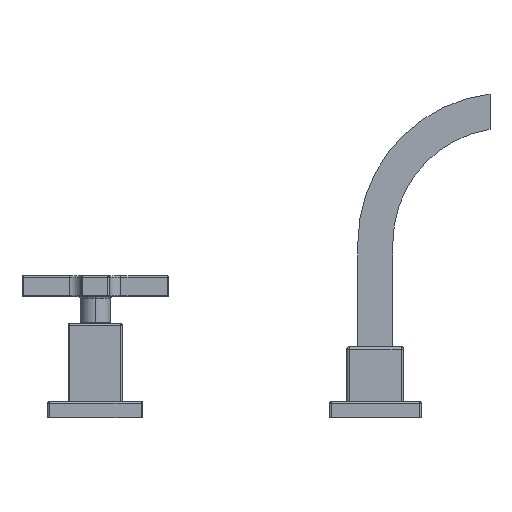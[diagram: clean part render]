
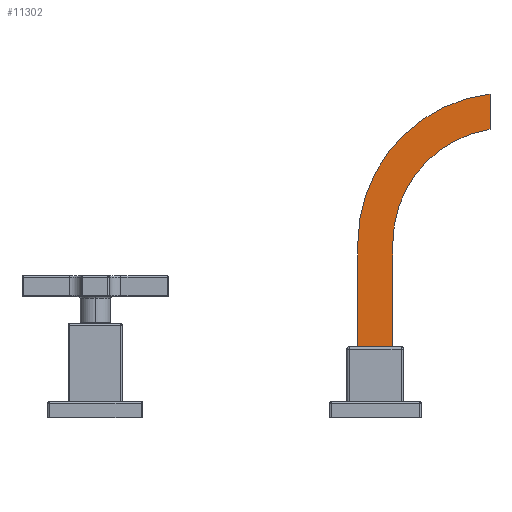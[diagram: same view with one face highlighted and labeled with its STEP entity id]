
A CAD part, left-side view. The second image highlights one B-rep face of the part: STEP entity #11302.
In plain terms, the highlighted planar face has unit normal (-1, 0, 0).
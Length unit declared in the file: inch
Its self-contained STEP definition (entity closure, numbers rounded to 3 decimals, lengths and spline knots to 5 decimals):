
#9913=DIRECTION('',(0.,1.,0.));
#9914=VECTOR('',#9913,0.75);
#9915=CARTESIAN_POINT('',(-0.75,-0.375,1.53));
#9916=LINE('',#9915,#9914);
#10098=DIRECTION('',(0.,0.,1.));
#10099=VECTOR('',#10098,2.22003);
#10100=CARTESIAN_POINT('',(-0.75,-0.375,1.53));
#10101=LINE('',#10100,#10099);
#10105=DIRECTION('',(0.,0.,1.));
#10106=VECTOR('',#10105,2.22003);
#10107=CARTESIAN_POINT('',(-0.75,0.375,1.53));
#10108=LINE('',#10107,#10106);
#10112=CARTESIAN_POINT('',(-0.75,-2.838,3.75003));
#10113=DIRECTION('',(1.,0.,0.));
#10114=DIRECTION('',(0.,1.,0.));
#10115=AXIS2_PLACEMENT_3D('',#10112,#10113,#10114);
#10120=DIRECTION('',(0.,0.,1.));
#10121=VECTOR('',#10120,0.75705);
#10122=CARTESIAN_POINT('',(-0.75,-2.455,6.18306));
#10123=LINE('',#10122,#10121);
#10163=CARTESIAN_POINT('',(-0.75,-2.838,3.75003));
#10164=DIRECTION('',(1.,0.,0.));
#10165=DIRECTION('',(0.,1.,0.));
#10166=AXIS2_PLACEMENT_3D('',#10163,#10164,#10165);
#10252=CARTESIAN_POINT('',(-0.75,0.375,3.75003));
#10254=VERTEX_POINT('',#10252);
#10255=CARTESIAN_POINT('',(-0.75,-0.375,3.75003));
#10257=VERTEX_POINT('',#10255);
#10259=CARTESIAN_POINT('',(-0.75,-2.455,6.18306));
#10260=CARTESIAN_POINT('',(-0.75,-2.455,6.94012));
#10261=VERTEX_POINT('',#10259);
#10262=VERTEX_POINT('',#10260);
#10268=CARTESIAN_POINT('',(-0.75,0.375,1.53));
#10270=VERTEX_POINT('',#10268);
#10271=CARTESIAN_POINT('',(-0.75,-0.375,1.53));
#10272=VERTEX_POINT('',#10271);
#11286=CARTESIAN_POINT('',(-0.75,0.375,1.05));
#11287=DIRECTION('',(-1.,0.,0.));
#11288=DIRECTION('',(0.,-1.,0.));
#11289=AXIS2_PLACEMENT_3D('',#11286,#11287,#11288);
#11290=PLANE('',#11289);
#11291=ORIENTED_EDGE('',*,*,#10881,.T.);
#11292=ORIENTED_EDGE('',*,*,#11213,.T.);
#11294=ORIENTED_EDGE('',*,*,#11293,.T.);
#11296=ORIENTED_EDGE('',*,*,#11295,.F.);
#11298=ORIENTED_EDGE('',*,*,#11297,.F.);
#11299=ORIENTED_EDGE('',*,*,#11266,.F.);
#11300=EDGE_LOOP('',(#11291,#11292,#11294,#11296,#11298,#11299));
#11301=FACE_OUTER_BOUND('',#11300,.F.);
#10116=CIRCLE('',#10115,3.213);
#10167=CIRCLE('',#10166,2.463);
#10881=EDGE_CURVE('',#10272,#10270,#9916,.T.);
#11213=EDGE_CURVE('',#10270,#10254,#10108,.T.);
#11266=EDGE_CURVE('',#10272,#10257,#10101,.T.);
#11293=EDGE_CURVE('',#10254,#10262,#10116,.T.);
#11295=EDGE_CURVE('',#10261,#10262,#10123,.T.);
#11297=EDGE_CURVE('',#10257,#10261,#10167,.T.);
#11302=ADVANCED_FACE('',(#11301),#11290,.T.);
